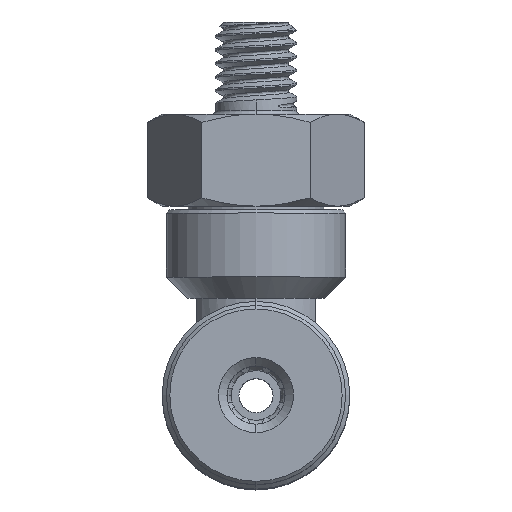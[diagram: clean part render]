
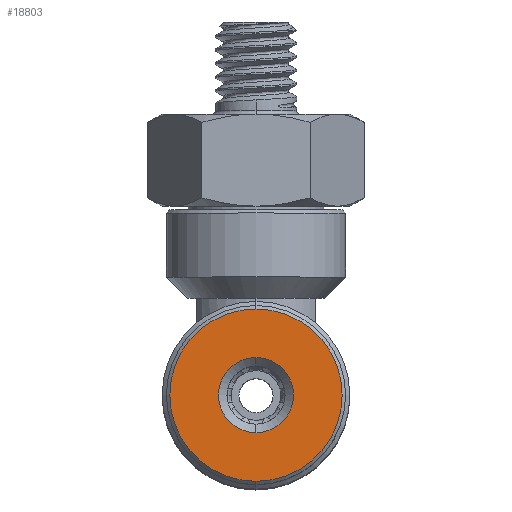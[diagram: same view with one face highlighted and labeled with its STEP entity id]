
A CAD part, top view. The second image highlights one B-rep face of the part: STEP entity #18803.
In plain terms, the highlighted planar face has unit normal (0, 0, 1).
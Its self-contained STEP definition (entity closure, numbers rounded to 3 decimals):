
#364 = CARTESIAN_POINT ( 'NONE',  ( 0., -2.2, 14.5 ) ) ;
#2111 = EDGE_LOOP ( 'NONE', ( #8896, #25836 ) ) ;
#3060 = CARTESIAN_POINT ( 'NONE',  ( 0., 2.2, 14.5 ) ) ;
#3751 = CARTESIAN_POINT ( 'NONE',  ( 0., 0., 14.5 ) ) ;
#6033 = ORIENTED_EDGE ( 'NONE', *, *, #24623, .T. ) ;
#6279 = EDGE_LOOP ( 'NONE', ( #10728, #6033 ) ) ;
#6439 = CARTESIAN_POINT ( 'NONE',  ( 0., 0., 14.5 ) ) ;
#6510 = DIRECTION ( 'NONE',  ( 0., -1., 0. ) ) ;
#8896 = ORIENTED_EDGE ( 'NONE', *, *, #26734, .T. ) ;
#9185 = DIRECTION ( 'NONE',  ( 0., -1., 0. ) ) ;
#9343 = AXIS2_PLACEMENT_3D ( 'NONE', #29315, #12958, #32124 ) ;
#10728 = ORIENTED_EDGE ( 'NONE', *, *, #28449, .T. ) ;
#11149 = VERTEX_POINT ( 'NONE', #3060 ) ;
#11900 = CARTESIAN_POINT ( 'NONE',  ( 0., 0., 14.5 ) ) ;
#12257 = FACE_OUTER_BOUND ( 'NONE', #2111, .T. ) ;
#12301 = EDGE_CURVE ( 'NONE', #18616, #27921, #34084, .T. ) ;
#12877 = CIRCLE ( 'NONE', #24295, 2.2 ) ;
#12958 = DIRECTION ( 'NONE',  ( 0., 0., 1. ) ) ;
#13904 = AXIS2_PLACEMENT_3D ( 'NONE', #6439, #25613, #9185 ) ;
#14637 = CIRCLE ( 'NONE', #29908, 2.2 ) ;
#14644 = DIRECTION ( 'NONE',  ( 0., -1., 0. ) ) ;
#14662 = CIRCLE ( 'NONE', #16503, 5.05 ) ;
#14735 = DIRECTION ( 'NONE',  ( 0., 0., 1. ) ) ;
#16503 = AXIS2_PLACEMENT_3D ( 'NONE', #31179, #14735, #33981 ) ;
#18305 = PLANE ( 'NONE',  #9343 ) ;
#18616 = VERTEX_POINT ( 'NONE', #22498 ) ;
#18803 = ADVANCED_FACE ( 'NONE', ( #25925, #12257 ), #18305, .T. ) ;
#19038 = VERTEX_POINT ( 'NONE', #364 ) ;
#22498 = CARTESIAN_POINT ( 'NONE',  ( 0., -5.05, 14.5 ) ) ;
#22940 = DIRECTION ( 'NONE',  ( 0., 0., -1. ) ) ;
#24295 = AXIS2_PLACEMENT_3D ( 'NONE', #3751, #22940, #6510 ) ;
#24623 = EDGE_CURVE ( 'NONE', #11149, #19038, #12877, .T. ) ;
#25613 = DIRECTION ( 'NONE',  ( 0., 0., 1. ) ) ;
#25836 = ORIENTED_EDGE ( 'NONE', *, *, #12301, .T. ) ;
#25925 = FACE_BOUND ( 'NONE', #6279, .T. ) ;
#26734 = EDGE_CURVE ( 'NONE', #27921, #18616, #14662, .T. ) ;
#27921 = VERTEX_POINT ( 'NONE', #30783 ) ;
#28449 = EDGE_CURVE ( 'NONE', #19038, #11149, #14637, .T. ) ;
#29315 = CARTESIAN_POINT ( 'NONE',  ( 0., 0., 14.5 ) ) ;
#29908 = AXIS2_PLACEMENT_3D ( 'NONE', #11900, #31093, #14644 ) ;
#30783 = CARTESIAN_POINT ( 'NONE',  ( 0., 5.05, 14.5 ) ) ;
#31093 = DIRECTION ( 'NONE',  ( 0., 0., -1. ) ) ;
#31179 = CARTESIAN_POINT ( 'NONE',  ( 0., 0., 14.5 ) ) ;
#32124 = DIRECTION ( 'NONE',  ( 0., -1., 0. ) ) ;
#33981 = DIRECTION ( 'NONE',  ( 0., -1., 0. ) ) ;
#34084 = CIRCLE ( 'NONE', #13904, 5.05 ) ;
